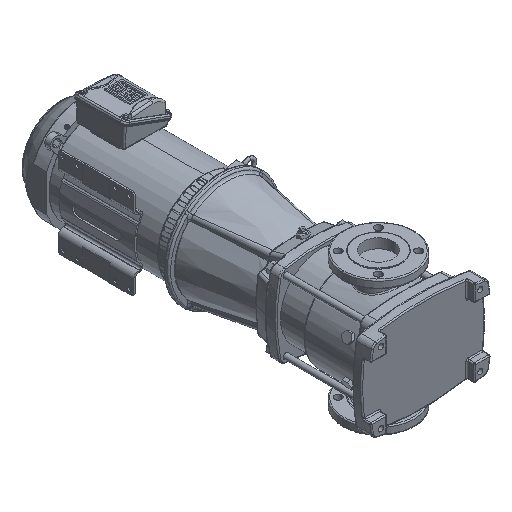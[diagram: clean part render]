
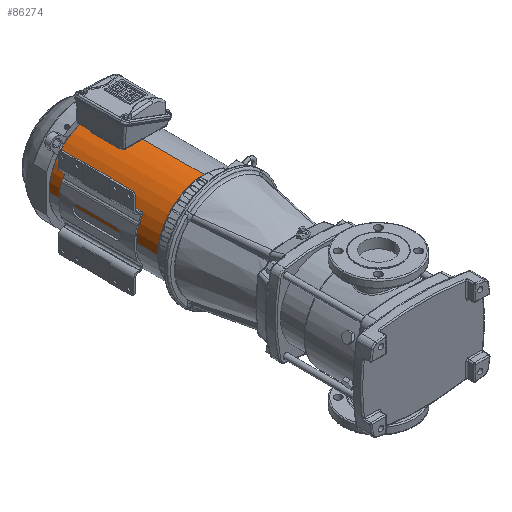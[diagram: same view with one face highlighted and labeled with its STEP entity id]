
A CAD part, isometric view. The second image highlights one B-rep face of the part: STEP entity #86274.
In plain terms, the highlighted cylindrical face has radius 124.3 mm (diameter 248.6 mm), a partial arc.
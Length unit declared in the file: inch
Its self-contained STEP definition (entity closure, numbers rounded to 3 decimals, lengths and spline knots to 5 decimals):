
#1215 = CARTESIAN_POINT ( 'NONE',  ( -5.39937, -0.74874, 0. ) ) ;
#2446 = CYLINDRICAL_SURFACE ( 'NONE', #132846, 4.8937 ) ;
#6399 = DIRECTION ( 'NONE',  ( -1., 0., 0. ) ) ;
#8339 = ORIENTED_EDGE ( 'NONE', *, *, #42476, .T. ) ;
#8499 = VECTOR ( 'NONE', #90984, 39.37008 ) ;
#12713 = VERTEX_POINT ( 'NONE', #100464 ) ;
#14664 = LINE ( 'NONE', #62000, #113181 ) ;
#17143 = VERTEX_POINT ( 'NONE', #33379 ) ;
#19200 = LINE ( 'NONE', #74426, #8499 ) ;
#27393 = ORIENTED_EDGE ( 'NONE', *, *, #43563, .F. ) ;
#32014 = EDGE_CURVE ( 'NONE', #12713, #47921, #54916, .T. ) ;
#33379 = CARTESIAN_POINT ( 'NONE',  ( -5.39937, -5.64244, 0.00085 ) ) ;
#36909 = EDGE_CURVE ( 'NONE', #17143, #52159, #55537, .T. ) ;
#37806 = AXIS2_PLACEMENT_3D ( 'NONE', #133230, #6399, #51490 ) ;
#42476 = EDGE_CURVE ( 'NONE', #47921, #52159, #14664, .T. ) ;
#43563 = EDGE_CURVE ( 'NONE', #12713, #17143, #19200, .T. ) ;
#45568 = DIRECTION ( 'NONE',  ( -1., 0., 0. ) ) ;
#47921 = VERTEX_POINT ( 'NONE', #58513 ) ;
#49057 = DIRECTION ( 'NONE',  ( -1., 0., 0. ) ) ;
#51490 = DIRECTION ( 'NONE',  ( 0., -1., 0. ) ) ;
#52159 = VERTEX_POINT ( 'NONE', #55643 ) ;
#54762 = ORIENTED_EDGE ( 'NONE', *, *, #36909, .F. ) ;
#54916 = CIRCLE ( 'NONE', #37806, 4.8937 ) ;
#55537 = CIRCLE ( 'NONE', #99392, 4.8937 ) ;
#55643 = CARTESIAN_POINT ( 'NONE',  ( -5.39937, -0.74874, 4.8937 ) ) ;
#58513 = CARTESIAN_POINT ( 'NONE',  ( 6.01795, -0.74874, 4.8937 ) ) ;
#59739 = FACE_OUTER_BOUND ( 'NONE', #149417, .T. ) ;
#62000 = CARTESIAN_POINT ( 'NONE',  ( 38.30292, -0.74874, 4.8937 ) ) ;
#66578 = ORIENTED_EDGE ( 'NONE', *, *, #32014, .T. ) ;
#70454 = DIRECTION ( 'NONE',  ( 0., 0., 1. ) ) ;
#74426 = CARTESIAN_POINT ( 'NONE',  ( 38.30292, -5.64244, 0.00085 ) ) ;
#86274 = ADVANCED_FACE ( 'NONE', ( #59739 ), #2446, .T. ) ;
#90984 = DIRECTION ( 'NONE',  ( -1., 0., 0. ) ) ;
#93367 = CARTESIAN_POINT ( 'NONE',  ( 38.30292, -0.74874, 0. ) ) ;
#99392 = AXIS2_PLACEMENT_3D ( 'NONE', #1215, #45568, #128825 ) ;
#100464 = CARTESIAN_POINT ( 'NONE',  ( 6.01795, -5.64244, 0.00085 ) ) ;
#108614 = DIRECTION ( 'NONE',  ( -1., 0., 0. ) ) ;
#113181 = VECTOR ( 'NONE', #108614, 39.37008 ) ;
#128825 = DIRECTION ( 'NONE',  ( 0., -1., 0. ) ) ;
#132846 = AXIS2_PLACEMENT_3D ( 'NONE', #93367, #49057, #70454 ) ;
#133230 = CARTESIAN_POINT ( 'NONE',  ( 6.01795, -0.74874, 0. ) ) ;
#149417 = EDGE_LOOP ( 'NONE', ( #66578, #8339, #54762, #27393 ) ) ;
